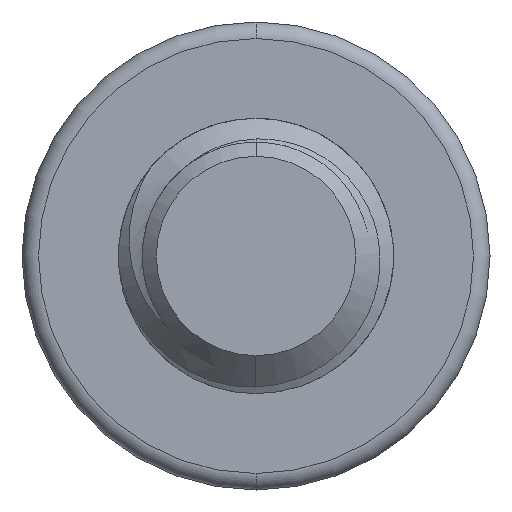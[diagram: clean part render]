
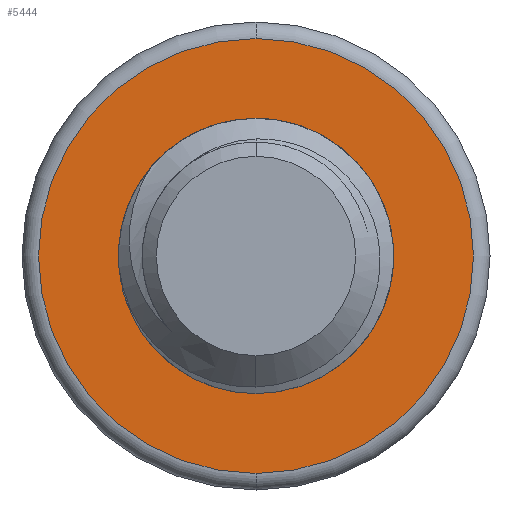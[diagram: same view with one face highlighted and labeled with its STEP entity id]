
A CAD part, front view. The second image highlights one B-rep face of the part: STEP entity #5444.
In plain terms, the highlighted planar face has unit normal (0, -1, 0).
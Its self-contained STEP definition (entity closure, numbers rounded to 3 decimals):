
#138 = VERTEX_POINT ( 'NONE', #3347 ) ;
#185 = CIRCLE ( 'NONE', #642, 3.95 ) ;
#345 = CARTESIAN_POINT ( 'NONE',  ( 0., 60., 3.95 ) ) ;
#365 = PLANE ( 'NONE',  #2979 ) ;
#642 = AXIS2_PLACEMENT_3D ( 'NONE', #6415, #6384, #1384 ) ;
#645 = CIRCLE ( 'NONE', #2977, 2.5 ) ;
#953 = DIRECTION ( 'NONE',  ( 0., 1., 0. ) ) ;
#1014 = VERTEX_POINT ( 'NONE', #4778 ) ;
#1154 = DIRECTION ( 'NONE',  ( 0., 1., 0. ) ) ;
#1300 = EDGE_CURVE ( 'NONE', #5764, #3486, #1355, .T. ) ;
#1316 = CARTESIAN_POINT ( 'NONE',  ( 0., 60., -3.95 ) ) ;
#1355 = CIRCLE ( 'NONE', #5439, 3.95 ) ;
#1360 = EDGE_CURVE ( 'NONE', #3486, #5764, #185, .T. ) ;
#1384 = DIRECTION ( 'NONE',  ( 0., 0., 1. ) ) ;
#1493 = EDGE_LOOP ( 'NONE', ( #6324, #3103 ) ) ;
#2052 = DIRECTION ( 'NONE',  ( 0., 0., 1. ) ) ;
#2975 = DIRECTION ( 'NONE',  ( 0., 0., 1. ) ) ;
#2977 = AXIS2_PLACEMENT_3D ( 'NONE', #6236, #1154, #2975 ) ;
#2979 = AXIS2_PLACEMENT_3D ( 'NONE', #4826, #953, #6762 ) ;
#3103 = ORIENTED_EDGE ( 'NONE', *, *, #4073, .T. ) ;
#3347 = CARTESIAN_POINT ( 'NONE',  ( 0., 60., -2.5 ) ) ;
#3486 = VERTEX_POINT ( 'NONE', #345 ) ;
#3582 = EDGE_CURVE ( 'NONE', #138, #1014, #3797, .T. ) ;
#3602 = DIRECTION ( 'NONE',  ( 0., 0., 1. ) ) ;
#3695 = FACE_BOUND ( 'NONE', #1493, .T. ) ;
#3797 = CIRCLE ( 'NONE', #4962, 2.5 ) ;
#4073 = EDGE_CURVE ( 'NONE', #1014, #138, #645, .T. ) ;
#4344 = DIRECTION ( 'NONE',  ( 0., -1., 0. ) ) ;
#4419 = FACE_OUTER_BOUND ( 'NONE', #4961, .T. ) ;
#4778 = CARTESIAN_POINT ( 'NONE',  ( 0., 60., 2.5 ) ) ;
#4824 = CARTESIAN_POINT ( 'NONE',  ( 0., 60., 0. ) ) ;
#4826 = CARTESIAN_POINT ( 'NONE',  ( 0., 60., 0. ) ) ;
#4961 = EDGE_LOOP ( 'NONE', ( #6975, #6887 ) ) ;
#4962 = AXIS2_PLACEMENT_3D ( 'NONE', #6925, #6999, #3602 ) ;
#5439 = AXIS2_PLACEMENT_3D ( 'NONE', #4824, #4344, #2052 ) ;
#5444 = ADVANCED_FACE ( 'NONE', ( #4419, #3695 ), #365, .F. ) ;
#5764 = VERTEX_POINT ( 'NONE', #1316 ) ;
#6236 = CARTESIAN_POINT ( 'NONE',  ( 0., 60., 0. ) ) ;
#6324 = ORIENTED_EDGE ( 'NONE', *, *, #3582, .T. ) ;
#6384 = DIRECTION ( 'NONE',  ( 0., -1., 0. ) ) ;
#6415 = CARTESIAN_POINT ( 'NONE',  ( 0., 60., 0. ) ) ;
#6762 = DIRECTION ( 'NONE',  ( 0., 0., 1. ) ) ;
#6887 = ORIENTED_EDGE ( 'NONE', *, *, #1300, .T. ) ;
#6925 = CARTESIAN_POINT ( 'NONE',  ( 0., 60., 0. ) ) ;
#6975 = ORIENTED_EDGE ( 'NONE', *, *, #1360, .T. ) ;
#6999 = DIRECTION ( 'NONE',  ( 0., 1., 0. ) ) ;
